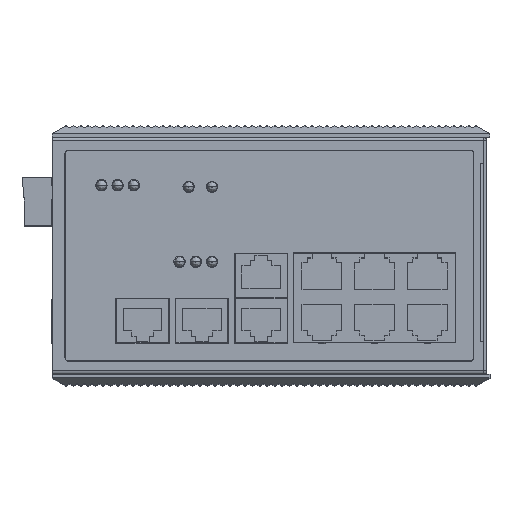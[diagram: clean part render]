
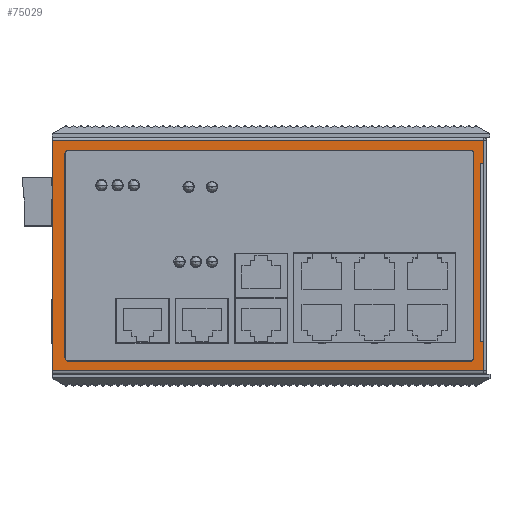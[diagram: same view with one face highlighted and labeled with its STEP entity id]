
A CAD part, top view. The second image highlights one B-rep face of the part: STEP entity #75029.
In plain terms, the highlighted planar face has unit normal (0, 0, 1).
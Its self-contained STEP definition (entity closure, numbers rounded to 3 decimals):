
#64741=DIRECTION('',(0.,-1.,0.));
#64742=VECTOR('',#64741,63.);
#64743=CARTESIAN_POINT('',(63.,-5.,52.));
#64744=LINE('',#64743,#64742);
#64748=CARTESIAN_POINT('',(62.,-5.,52.));
#64749=DIRECTION('',(0.,0.,1.));
#64750=DIRECTION('',(1.,0.,0.));
#64751=AXIS2_PLACEMENT_3D('',#64748,#64749,#64750);
#64756=DIRECTION('',(1.,0.,0.));
#64757=VECTOR('',#64756,124.);
#64758=CARTESIAN_POINT('',(-62.,-4.,52.));
#64759=LINE('',#64758,#64757);
#64763=CARTESIAN_POINT('',(-62.,-5.,52.));
#64764=DIRECTION('',(0.,0.,1.));
#64765=DIRECTION('',(0.,1.,0.));
#64766=AXIS2_PLACEMENT_3D('',#64763,#64764,#64765);
#64771=DIRECTION('',(0.,1.,0.));
#64772=VECTOR('',#64771,63.);
#64773=CARTESIAN_POINT('',(-63.,-68.,52.));
#64774=LINE('',#64773,#64772);
#64778=CARTESIAN_POINT('',(-62.,-68.,52.));
#64779=DIRECTION('',(0.,0.,1.));
#64780=DIRECTION('',(-1.,0.,0.));
#64781=AXIS2_PLACEMENT_3D('',#64778,#64779,#64780);
#64786=DIRECTION('',(-1.,0.,0.));
#64787=VECTOR('',#64786,124.);
#64788=CARTESIAN_POINT('',(62.,-69.,52.));
#64789=LINE('',#64788,#64787);
#64793=CARTESIAN_POINT('',(62.,-68.,52.));
#64794=DIRECTION('',(0.,0.,1.));
#64795=DIRECTION('',(0.,-1.,0.));
#64796=AXIS2_PLACEMENT_3D('',#64793,#64794,#64795);
#64801=DIRECTION('',(-1.,0.,0.));
#64802=VECTOR('',#64801,1.);
#64803=CARTESIAN_POINT('',(66.,-63.,52.));
#64804=LINE('',#64803,#64802);
#64808=DIRECTION('',(0.,-1.,0.));
#64809=VECTOR('',#64808,9.);
#64810=CARTESIAN_POINT('',(66.,-63.,52.));
#64811=LINE('',#64810,#64809);
#64815=DIRECTION('',(0.,1.,0.));
#64816=VECTOR('',#64815,71.);
#64817=CARTESIAN_POINT('',(-67.,-72.,52.));
#64818=LINE('',#64817,#64816);
#64822=DIRECTION('',(1.,0.,0.));
#64823=VECTOR('',#64822,133.);
#64824=CARTESIAN_POINT('',(-67.,-1.,52.));
#64825=LINE('',#64824,#64823);
#64829=DIRECTION('',(0.,-1.,0.));
#64830=VECTOR('',#64829,7.);
#64831=CARTESIAN_POINT('',(66.,-1.,52.));
#64832=LINE('',#64831,#64830);
#64836=DIRECTION('',(-1.,0.,0.));
#64837=VECTOR('',#64836,1.);
#64838=CARTESIAN_POINT('',(66.,-8.,52.));
#64839=LINE('',#64838,#64837);
#65895=DIRECTION('',(0.,1.,0.));
#65896=VECTOR('',#65895,55.);
#65897=CARTESIAN_POINT('',(65.,-63.,52.));
#65898=LINE('',#65897,#65896);
#66159=DIRECTION('',(1.,0.,0.));
#66160=VECTOR('',#66159,133.);
#66161=CARTESIAN_POINT('',(-67.,-72.,52.));
#66162=LINE('',#66161,#66160);
#72947=CARTESIAN_POINT('',(-67.,-1.,52.));
#72948=CARTESIAN_POINT('',(66.,-1.,52.));
#72949=VERTEX_POINT('',#72947);
#72950=VERTEX_POINT('',#72948);
#72981=CARTESIAN_POINT('',(-67.,-72.,52.));
#72982=CARTESIAN_POINT('',(66.,-72.,52.));
#72983=VERTEX_POINT('',#72981);
#72984=VERTEX_POINT('',#72982);
#74171=CARTESIAN_POINT('',(63.,-5.,52.));
#74172=CARTESIAN_POINT('',(63.,-68.,52.));
#74173=VERTEX_POINT('',#74171);
#74174=VERTEX_POINT('',#74172);
#74175=CARTESIAN_POINT('',(62.,-69.,52.));
#74176=CARTESIAN_POINT('',(-62.,-69.,52.));
#74177=VERTEX_POINT('',#74175);
#74178=VERTEX_POINT('',#74176);
#74179=CARTESIAN_POINT('',(-63.,-68.,52.));
#74180=CARTESIAN_POINT('',(-63.,-5.,52.));
#74181=VERTEX_POINT('',#74179);
#74182=VERTEX_POINT('',#74180);
#74183=CARTESIAN_POINT('',(-62.,-4.,52.));
#74184=CARTESIAN_POINT('',(62.,-4.,52.));
#74185=VERTEX_POINT('',#74183);
#74186=VERTEX_POINT('',#74184);
#74403=CARTESIAN_POINT('',(66.,-8.,52.));
#74404=VERTEX_POINT('',#74403);
#74405=CARTESIAN_POINT('',(66.,-63.,52.));
#74406=VERTEX_POINT('',#74405);
#74427=CARTESIAN_POINT('',(65.,-63.,52.));
#74428=CARTESIAN_POINT('',(65.,-8.,52.));
#74429=VERTEX_POINT('',#74427);
#74430=VERTEX_POINT('',#74428);
#74989=CARTESIAN_POINT('',(66.,-1.,52.));
#74990=DIRECTION('',(0.,0.,-1.));
#74991=DIRECTION('',(1.,0.,0.));
#74992=AXIS2_PLACEMENT_3D('',#74989,#74990,#74991);
#74993=PLANE('',#74992);
#74995=ORIENTED_EDGE('',*,*,#74994,.F.);
#74997=ORIENTED_EDGE('',*,*,#74996,.T.);
#74999=ORIENTED_EDGE('',*,*,#74998,.F.);
#75001=ORIENTED_EDGE('',*,*,#75000,.T.);
#75002=ORIENTED_EDGE('',*,*,#74980,.T.);
#75004=ORIENTED_EDGE('',*,*,#75003,.T.);
#75006=ORIENTED_EDGE('',*,*,#75005,.T.);
#75008=ORIENTED_EDGE('',*,*,#75007,.F.);
#75009=EDGE_LOOP('',(#74995,#74997,#74999,#75001,#75002,#75004,#75006,#75008));
#75010=FACE_OUTER_BOUND('',#75009,.F.);
#75012=ORIENTED_EDGE('',*,*,#75011,.F.);
#75014=ORIENTED_EDGE('',*,*,#75013,.T.);
#75016=ORIENTED_EDGE('',*,*,#75015,.F.);
#75018=ORIENTED_EDGE('',*,*,#75017,.T.);
#75020=ORIENTED_EDGE('',*,*,#75019,.F.);
#75022=ORIENTED_EDGE('',*,*,#75021,.T.);
#75024=ORIENTED_EDGE('',*,*,#75023,.F.);
#75026=ORIENTED_EDGE('',*,*,#75025,.T.);
#75027=EDGE_LOOP('',(#75012,#75014,#75016,#75018,#75020,#75022,#75024,#75026));
#75028=FACE_BOUND('',#75027,.F.);
#64752=CIRCLE('',#64751,1.);
#64767=CIRCLE('',#64766,1.);
#64782=CIRCLE('',#64781,1.);
#64797=CIRCLE('',#64796,1.);
#74980=EDGE_CURVE('',#72949,#72950,#64825,.T.);
#74994=EDGE_CURVE('',#74406,#74429,#64804,.T.);
#74996=EDGE_CURVE('',#74406,#72984,#64811,.T.);
#74998=EDGE_CURVE('',#72983,#72984,#66162,.T.);
#75000=EDGE_CURVE('',#72983,#72949,#64818,.T.);
#75003=EDGE_CURVE('',#72950,#74404,#64832,.T.);
#75005=EDGE_CURVE('',#74404,#74430,#64839,.T.);
#75007=EDGE_CURVE('',#74429,#74430,#65898,.T.);
#75011=EDGE_CURVE('',#74173,#74174,#64744,.T.);
#75013=EDGE_CURVE('',#74173,#74186,#64752,.T.);
#75015=EDGE_CURVE('',#74185,#74186,#64759,.T.);
#75017=EDGE_CURVE('',#74185,#74182,#64767,.T.);
#75019=EDGE_CURVE('',#74181,#74182,#64774,.T.);
#75021=EDGE_CURVE('',#74181,#74178,#64782,.T.);
#75023=EDGE_CURVE('',#74177,#74178,#64789,.T.);
#75025=EDGE_CURVE('',#74177,#74174,#64797,.T.);
#75029=ADVANCED_FACE('',(#75010,#75028),#74993,.F.);
